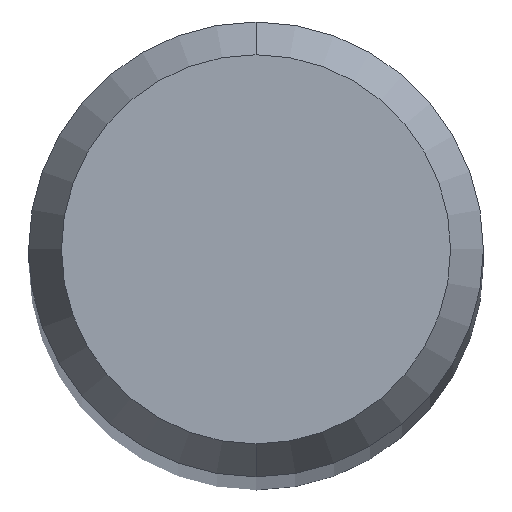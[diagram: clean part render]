
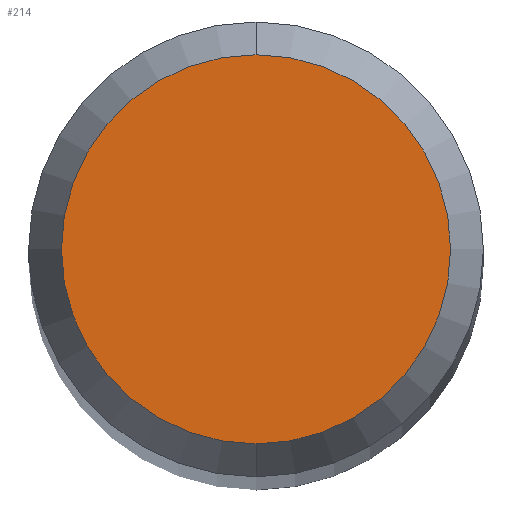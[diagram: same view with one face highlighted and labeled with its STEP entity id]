
A CAD part, top view. The second image highlights one B-rep face of the part: STEP entity #214.
In plain terms, the highlighted planar face has unit normal (0, 0, 1).
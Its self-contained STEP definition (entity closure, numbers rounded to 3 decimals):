
#214=ADVANCED_FACE('',(#564),#565,.T.);
#246=EDGE_CURVE('',#382,#514,#602,.T.);
#382=VERTEX_POINT('',#751);
#488=EDGE_CURVE('',#514,#382,#867,.T.);
#514=VERTEX_POINT('',#895);
#564=FACE_OUTER_BOUND('',#950,.T.);
#565=PLANE('',#951);
#602=CIRCLE('',#1004,1.358);
#751=CARTESIAN_POINT('',(0.0,1.358,0.0));
#867=CIRCLE('',#1555,1.358);
#895=CARTESIAN_POINT('',(0.,-1.358,0.0));
#950=EDGE_LOOP('',(#1637,#1638));
#951=AXIS2_PLACEMENT_3D('',#1639,#1640,#1641);
#1004=AXIS2_PLACEMENT_3D('',#1693,#1694,#1695);
#1555=AXIS2_PLACEMENT_3D('',#1958,#1959,#1960);
#1637=ORIENTED_EDGE('',*,*,#246,.F.);
#1638=ORIENTED_EDGE('',*,*,#488,.F.);
#1639=CARTESIAN_POINT('',(0.0,0.679,0.0));
#1640=DIRECTION('',(-0.0,0.0,1.0));
#1641=DIRECTION('',(0.0,-1.0,0.0));
#1693=CARTESIAN_POINT('',(0.0,0.0,0.0));
#1694=DIRECTION('',(0.0,0.0,-1.0));
#1695=DIRECTION('',(0.0,1.0,0.0));
#1958=CARTESIAN_POINT('',(0.0,0.0,0.0));
#1959=DIRECTION('',(0.0,0.0,-1.0));
#1960=DIRECTION('',(0.0,1.0,0.0));
